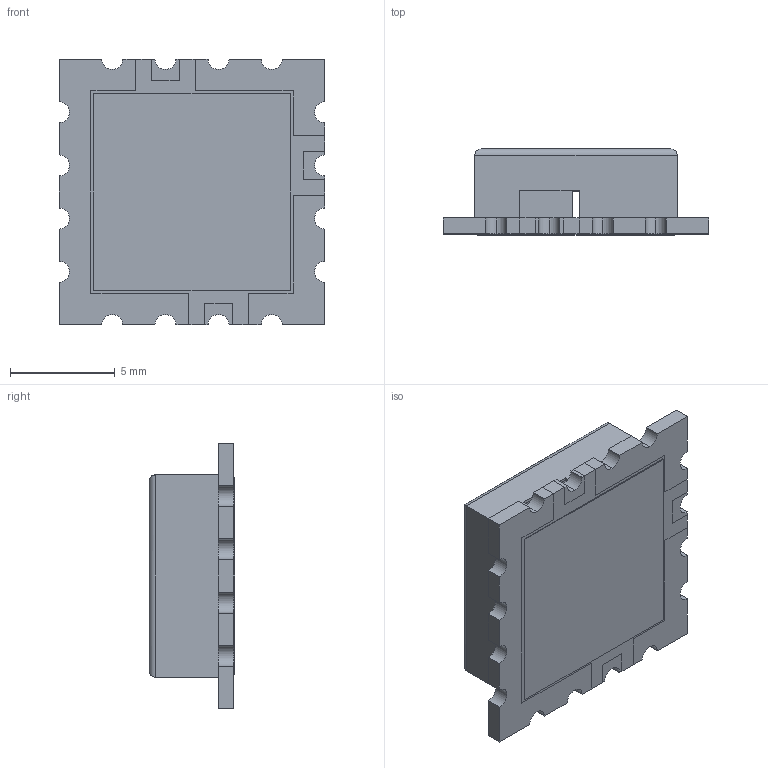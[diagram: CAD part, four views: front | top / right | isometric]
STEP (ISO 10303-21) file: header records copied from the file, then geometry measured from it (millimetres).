
FILE_DESCRIPTION (( 'STEP AP214' ), '1' );
FILE_NAME ('CVCO55.STEP', '2020-07-17T05:30:04', ( '' ), ( '' ), 'SwSTEP 2.0', 'SolidWorks 2018', '' );
FILE_SCHEMA (( 'AUTOMOTIVE_DESIGN' ));
Length unit declared in the file: millimetre
Products named in the file (1): CVCO55
Bounding box: 12.7 x 4.1 x 12.7 mm (x, y, z)
Volume: 166.4 mm3; surface area: 1010.2 mm2
Topology: 9 solids, 9 shells, 240 faces, 635 edges, 422 vertices
Faces by surface type: plane 183, bspline 31, cylinder 26
Entity records: 11767 total; most frequent: CARTESIAN_POINT 3237, ORIENTED_EDGE 1270, DIRECTION 1033, EDGE_CURVE 635, VECTOR 525, LINE 525, VERTEX_POINT 422, AXIS2_PLACEMENT_3D 254
